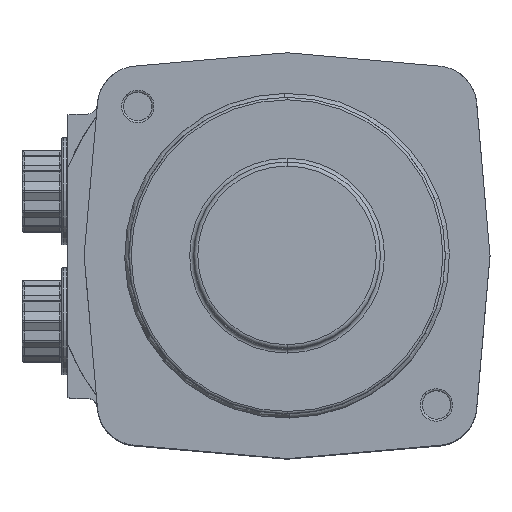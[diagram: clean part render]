
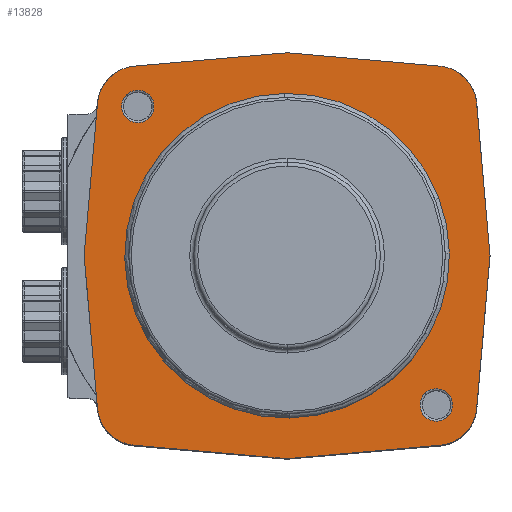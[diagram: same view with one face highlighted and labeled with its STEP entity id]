
A CAD part, top view. The second image highlights one B-rep face of the part: STEP entity #13828.
In plain terms, the highlighted planar face has unit normal (0, 0, 1).
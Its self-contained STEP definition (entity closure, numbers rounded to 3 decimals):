
#1070=CARTESIAN_POINT('',(36.747,-36.747,61.241));
#1071=DIRECTION('',(0.,0.,1.));
#1072=DIRECTION('',(0.087,-0.996,0.));
#1073=AXIS2_PLACEMENT_3D('',#1070,#1071,#1072);
#1075=DIRECTION('',(0.996,0.087,0.));
#1076=VECTOR('',#1075,37.762);
#1077=CARTESIAN_POINT('',(0.,-50.,61.241));
#1078=LINE('',#1077,#1076);
#1079=DIRECTION('',(0.996,-0.087,0.));
#1080=VECTOR('',#1079,37.762);
#1081=CARTESIAN_POINT('',(-37.618,-46.709,61.241));
#1082=LINE('',#1081,#1080);
#1083=CARTESIAN_POINT('',(-36.747,-36.747,61.241));
#1084=DIRECTION('',(0.,0.,1.));
#1085=DIRECTION('',(-0.996,-0.087,0.));
#1086=AXIS2_PLACEMENT_3D('',#1083,#1084,#1085);
#1088=DIRECTION('',(0.087,-0.996,0.));
#1089=VECTOR('',#1088,37.762);
#1090=CARTESIAN_POINT('',(-50.,0.,61.241));
#1091=LINE('',#1090,#1089);
#1092=DIRECTION('',(-0.087,-0.996,0.));
#1093=VECTOR('',#1092,37.762);
#1094=CARTESIAN_POINT('',(-46.709,37.618,61.241));
#1095=LINE('',#1094,#1093);
#1096=CARTESIAN_POINT('',(-36.747,36.747,61.241));
#1097=DIRECTION('',(0.,0.,1.));
#1098=DIRECTION('',(-0.087,0.996,0.));
#1099=AXIS2_PLACEMENT_3D('',#1096,#1097,#1098);
#1101=DIRECTION('',(-0.996,-0.087,0.));
#1102=VECTOR('',#1101,37.762);
#1103=CARTESIAN_POINT('',(0.,50.,61.241));
#1104=LINE('',#1103,#1102);
#1105=DIRECTION('',(-0.996,0.087,0.));
#1106=VECTOR('',#1105,37.762);
#1107=CARTESIAN_POINT('',(37.618,46.709,61.241));
#1108=LINE('',#1107,#1106);
#1109=CARTESIAN_POINT('',(36.747,36.747,61.241));
#1110=DIRECTION('',(0.,0.,1.));
#1111=DIRECTION('',(0.996,0.087,0.));
#1112=AXIS2_PLACEMENT_3D('',#1109,#1110,#1111);
#1114=DIRECTION('',(-0.087,0.996,0.));
#1115=VECTOR('',#1114,37.762);
#1116=CARTESIAN_POINT('',(50.,0.,61.241));
#1117=LINE('',#1116,#1115);
#1118=DIRECTION('',(0.087,0.996,0.));
#1119=VECTOR('',#1118,37.762);
#1120=CARTESIAN_POINT('',(46.709,-37.618,61.241));
#1121=LINE('',#1120,#1119);
#1122=CARTESIAN_POINT('',(36.77,-36.77,61.241));
#1123=DIRECTION('',(0.,0.,-1.));
#1124=DIRECTION('',(0.707,-0.707,0.));
#1125=AXIS2_PLACEMENT_3D('',#1122,#1123,#1124);
#1127=CARTESIAN_POINT('',(36.77,-36.77,61.241));
#1128=DIRECTION('',(0.,0.,-1.));
#1129=DIRECTION('',(-0.707,0.707,0.));
#1130=AXIS2_PLACEMENT_3D('',#1127,#1128,#1129);
#1132=CARTESIAN_POINT('',(-36.77,36.77,61.241));
#1133=DIRECTION('',(0.,0.,-1.));
#1134=DIRECTION('',(-0.707,0.707,0.));
#1135=AXIS2_PLACEMENT_3D('',#1132,#1133,#1134);
#1137=CARTESIAN_POINT('',(-36.77,36.77,61.241));
#1138=DIRECTION('',(0.,0.,-1.));
#1139=DIRECTION('',(0.707,-0.707,0.));
#1140=AXIS2_PLACEMENT_3D('',#1137,#1138,#1139);
#1218=CARTESIAN_POINT('',(0.,0.,61.241));
#1219=DIRECTION('',(0.,0.,-1.));
#1220=DIRECTION('',(0.017,-1.,0.));
#1221=AXIS2_PLACEMENT_3D('',#1218,#1219,#1220);
#1233=CARTESIAN_POINT('',(0.,0.,61.241));
#1234=DIRECTION('',(0.,0.,-1.));
#1235=DIRECTION('',(-0.017,1.,0.));
#1236=AXIS2_PLACEMENT_3D('',#1233,#1234,#1235);
#11663=CARTESIAN_POINT('',(39.598,-39.598,61.241));
#11664=CARTESIAN_POINT('',(33.941,-33.941,61.241));
#11665=VERTEX_POINT('',#11663);
#11666=VERTEX_POINT('',#11664);
#11675=CARTESIAN_POINT('',(-39.598,39.598,61.241));
#11676=CARTESIAN_POINT('',(-33.941,33.941,61.241));
#11677=VERTEX_POINT('',#11675);
#11678=VERTEX_POINT('',#11676);
#11683=CARTESIAN_POINT('',(50.,0.,61.241));
#11685=VERTEX_POINT('',#11683);
#11687=CARTESIAN_POINT('',(-50.,0.,61.241));
#11689=VERTEX_POINT('',#11687);
#11691=CARTESIAN_POINT('',(0.,50.,61.241));
#11693=VERTEX_POINT('',#11691);
#11695=CARTESIAN_POINT('',(0.,-50.,61.241));
#11697=VERTEX_POINT('',#11695);
#11703=CARTESIAN_POINT('',(37.618,-46.709,61.241));
#11704=VERTEX_POINT('',#11703);
#11705=CARTESIAN_POINT('',(46.709,-37.618,61.241));
#11706=VERTEX_POINT('',#11705);
#11711=CARTESIAN_POINT('',(-46.709,-37.618,61.241));
#11712=VERTEX_POINT('',#11711);
#11713=CARTESIAN_POINT('',(-37.618,-46.709,61.241));
#11714=VERTEX_POINT('',#11713);
#11719=CARTESIAN_POINT('',(-37.618,46.709,61.241));
#11720=VERTEX_POINT('',#11719);
#11721=CARTESIAN_POINT('',(-46.709,37.618,61.241));
#11722=VERTEX_POINT('',#11721);
#11727=CARTESIAN_POINT('',(46.709,37.618,61.241));
#11728=VERTEX_POINT('',#11727);
#11729=CARTESIAN_POINT('',(37.618,46.709,61.241));
#11730=VERTEX_POINT('',#11729);
#11751=CARTESIAN_POINT('',(0.666,-39.994,61.241));
#11752=CARTESIAN_POINT('',(-0.666,39.994,61.241));
#11753=VERTEX_POINT('',#11751);
#11754=VERTEX_POINT('',#11752);
#13791=CARTESIAN_POINT('',(0.,0.,61.241));
#13792=DIRECTION('',(0.,0.,-1.));
#13793=DIRECTION('',(0.,1.,0.));
#13794=AXIS2_PLACEMENT_3D('',#13791,#13792,#13793);
#13795=PLANE('',#13794);
#13796=ORIENTED_EDGE('',*,*,#13631,.F.);
#13797=ORIENTED_EDGE('',*,*,#13647,.F.);
#13798=ORIENTED_EDGE('',*,*,#13659,.F.);
#13799=ORIENTED_EDGE('',*,*,#13674,.F.);
#13800=ORIENTED_EDGE('',*,*,#13689,.F.);
#13801=ORIENTED_EDGE('',*,*,#13701,.F.);
#13802=ORIENTED_EDGE('',*,*,#13716,.F.);
#13803=ORIENTED_EDGE('',*,*,#13731,.F.);
#13804=ORIENTED_EDGE('',*,*,#13743,.F.);
#13805=ORIENTED_EDGE('',*,*,#13758,.F.);
#13806=ORIENTED_EDGE('',*,*,#13773,.F.);
#13807=ORIENTED_EDGE('',*,*,#13784,.F.);
#13808=EDGE_LOOP('',(#13796,#13797,#13798,#13799,#13800,#13801,#13802,#13803,
#13804,#13805,#13806,#13807));
#13809=FACE_OUTER_BOUND('',#13808,.F.);
#13811=ORIENTED_EDGE('',*,*,#13810,.F.);
#13813=ORIENTED_EDGE('',*,*,#13812,.F.);
#13814=EDGE_LOOP('',(#13811,#13813));
#13815=FACE_BOUND('',#13814,.F.);
#13817=ORIENTED_EDGE('',*,*,#13816,.F.);
#13819=ORIENTED_EDGE('',*,*,#13818,.F.);
#13820=EDGE_LOOP('',(#13817,#13819));
#13821=FACE_BOUND('',#13820,.F.);
#13823=ORIENTED_EDGE('',*,*,#13822,.F.);
#13825=ORIENTED_EDGE('',*,*,#13824,.F.);
#13826=EDGE_LOOP('',(#13823,#13825));
#13827=FACE_BOUND('',#13826,.F.);
#13828=ADVANCED_FACE('',(#13809,#13815,#13821,#13827),#13795,.F.);
#1074=CIRCLE('',#1073,10.);
#1087=CIRCLE('',#1086,10.);
#1100=CIRCLE('',#1099,10.);
#1113=CIRCLE('',#1112,10.);
#1126=CIRCLE('',#1125,4.);
#1131=CIRCLE('',#1130,4.);
#1136=CIRCLE('',#1135,4.);
#1141=CIRCLE('',#1140,4.);
#1222=CIRCLE('',#1221,40.);
#1237=CIRCLE('',#1236,40.);
#13631=EDGE_CURVE('',#11704,#11706,#1074,.T.);
#13647=EDGE_CURVE('',#11697,#11704,#1078,.T.);
#13659=EDGE_CURVE('',#11714,#11697,#1082,.T.);
#13674=EDGE_CURVE('',#11712,#11714,#1087,.T.);
#13689=EDGE_CURVE('',#11689,#11712,#1091,.T.);
#13701=EDGE_CURVE('',#11722,#11689,#1095,.T.);
#13716=EDGE_CURVE('',#11720,#11722,#1100,.T.);
#13731=EDGE_CURVE('',#11693,#11720,#1104,.T.);
#13743=EDGE_CURVE('',#11730,#11693,#1108,.T.);
#13758=EDGE_CURVE('',#11728,#11730,#1113,.T.);
#13773=EDGE_CURVE('',#11685,#11728,#1117,.T.);
#13784=EDGE_CURVE('',#11706,#11685,#1121,.T.);
#13810=EDGE_CURVE('',#11665,#11666,#1126,.T.);
#13812=EDGE_CURVE('',#11666,#11665,#1131,.T.);
#13816=EDGE_CURVE('',#11677,#11678,#1136,.T.);
#13818=EDGE_CURVE('',#11678,#11677,#1141,.T.);
#13822=EDGE_CURVE('',#11753,#11754,#1222,.T.);
#13824=EDGE_CURVE('',#11754,#11753,#1237,.T.);
